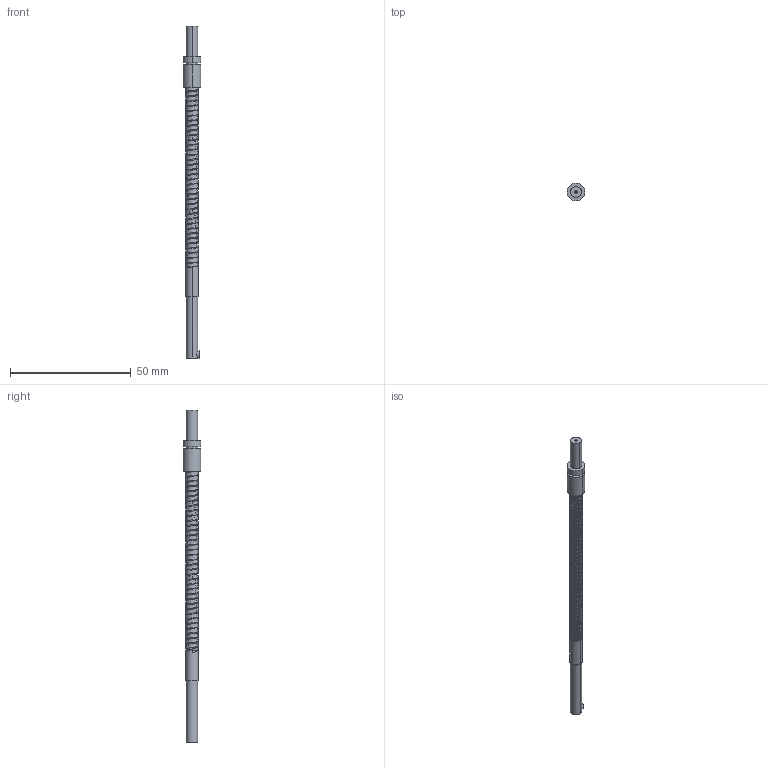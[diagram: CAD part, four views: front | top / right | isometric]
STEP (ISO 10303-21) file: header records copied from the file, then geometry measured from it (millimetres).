
FILE_DESCRIPTION((''),'2;1');
FILE_NAME('161921_ASM','2018-04-11T',('pdmadmin'),('BANNER ENGINEERING'),'CREO PARAMETRIC BY PTC INC, 2016260','CREO PARAMETRIC BY PTC INC, 2016260','');
FILE_SCHEMA(('CONFIG_CONTROL_DESIGN'));
Length unit declared in the file: inch
Products named in the file (4): SS_TUBING_20_5MM; TERMINUS_-29; SMETA_ANY; 161921_ASM
Assembly tree (3 placements, depth 2):
  161921_ASM
    SS_TUBING_20_5MM
    TERMINUS_-29
    SMETA_ANY
Bounding box: 7.37 x 7.37 x 137.53 mm (x, y, z)
Volume: 1491.1 mm3; surface area: 6167.6 mm2
Topology: 3 solids, 3 shells, 161 faces, 329 edges, 180 vertices
Faces by surface type: bspline 120, cylinder 24, plane 13, cone 4
Entity records: 31252 total; most frequent: CARTESIAN_POINT 28387, ORIENTED_EDGE 658, DIRECTION 350, EDGE_CURVE 329, VERTEX_POINT 180, EDGE_LOOP 169, FACE_OUTER_BOUND 161, ADVANCED_FACE 161
